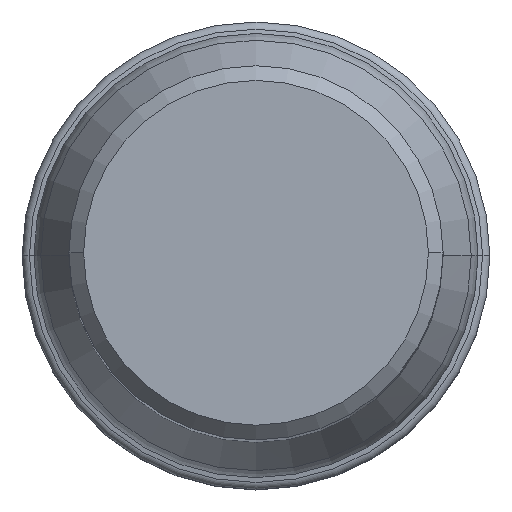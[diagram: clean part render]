
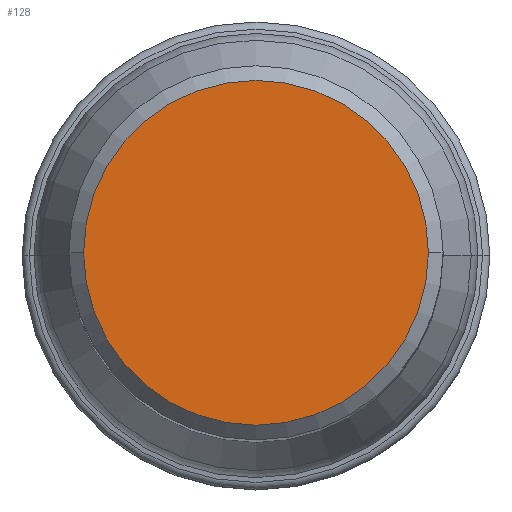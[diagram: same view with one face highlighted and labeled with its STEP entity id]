
A CAD part, top view. The second image highlights one B-rep face of the part: STEP entity #128.
In plain terms, the highlighted planar face has unit normal (0, 0, 1).
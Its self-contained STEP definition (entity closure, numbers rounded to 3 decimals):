
#30=PLANE('',#1211);
#128=ADVANCED_FACE('',(#217),#30,.F.);
#217=FACE_OUTER_BOUND('',#281,.T.);
#281=EDGE_LOOP('',(#469,#470,#471,#472));
#469=ORIENTED_EDGE('',*,*,#776,.F.);
#470=ORIENTED_EDGE('',*,*,#775,.F.);
#471=ORIENTED_EDGE('',*,*,#777,.F.);
#472=ORIENTED_EDGE('',*,*,#778,.F.);
#651=VERTEX_POINT('',#2563);
#652=VERTEX_POINT('',#2565);
#653=VERTEX_POINT('',#2567);
#654=VERTEX_POINT('',#2571);
#775=EDGE_CURVE('',#652,#653,#933,.T.);
#776=EDGE_CURVE('',#653,#651,#934,.T.);
#777=EDGE_CURVE('',#654,#652,#935,.T.);
#778=EDGE_CURVE('',#651,#654,#936,.T.);
#933=CIRCLE('',#1206,11.7);
#934=CIRCLE('',#1207,11.7);
#935=CIRCLE('',#1209,11.7);
#936=CIRCLE('',#1210,11.7);
#1206=AXIS2_PLACEMENT_3D('',#2566,#1428,#1429);
#1207=AXIS2_PLACEMENT_3D('',#2568,#1430,#1431);
#1209=AXIS2_PLACEMENT_3D('',#2570,#1434,#1435);
#1210=AXIS2_PLACEMENT_3D('',#2572,#1436,#1437);
#1211=AXIS2_PLACEMENT_3D('',#2573,#1438,#1439);
#1428=DIRECTION('',(0.,0.,-1.));
#1429=DIRECTION('',(-1.,0.,0.));
#1430=DIRECTION('',(0.,0.,-1.));
#1431=DIRECTION('',(0.,1.,0.));
#1434=DIRECTION('',(0.,0.,-1.));
#1435=DIRECTION('',(0.,-1.,0.));
#1436=DIRECTION('',(0.,0.,-1.));
#1437=DIRECTION('',(1.,0.,0.));
#1438=DIRECTION('',(0.,0.,-1.));
#1439=DIRECTION('',(1.,0.,0.));
#2563=CARTESIAN_POINT('',(11.7,0.,43.656));
#2565=CARTESIAN_POINT('',(-11.7,0.,43.656));
#2566=CARTESIAN_POINT('',(0.,0.,43.656));
#2567=CARTESIAN_POINT('',(0.,11.7,43.656));
#2568=CARTESIAN_POINT('',(0.,0.,43.656));
#2570=CARTESIAN_POINT('',(0.,0.,43.656));
#2571=CARTESIAN_POINT('',(0.,-11.7,43.656));
#2572=CARTESIAN_POINT('',(0.,0.,43.656));
#2573=CARTESIAN_POINT('',(0.,0.,43.656));
